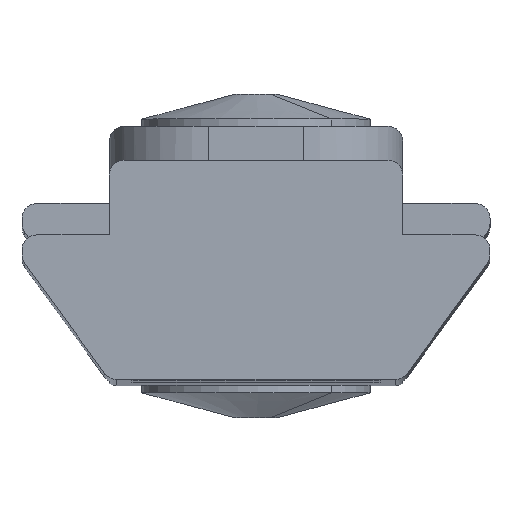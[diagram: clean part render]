
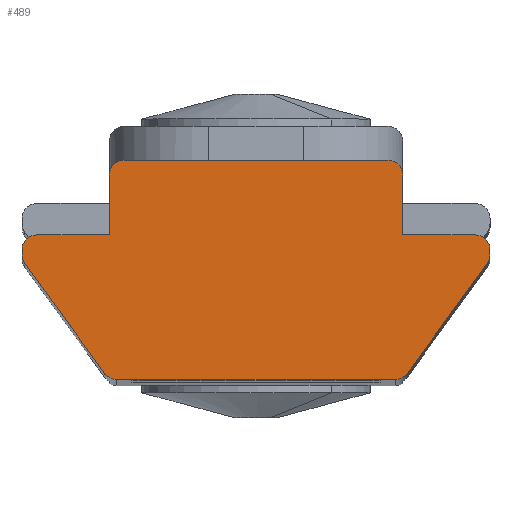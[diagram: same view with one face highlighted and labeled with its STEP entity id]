
A CAD part, top view. The second image highlights one B-rep face of the part: STEP entity #489.
In plain terms, the highlighted face is planar.
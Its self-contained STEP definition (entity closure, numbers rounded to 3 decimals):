
#6 = CARTESIAN_POINT ( 'NONE',  ( -4.4, 1.048, 0. ) ) ;
#18 = CARTESIAN_POINT ( 'NONE',  ( 4.7, 1.048, 0. ) ) ;
#33 = ORIENTED_EDGE ( 'NONE', *, *, #3015, .T. ) ;
#71 = EDGE_CURVE ( 'NONE', #755, #1138, #3245, .T. ) ;
#96 = ORIENTED_EDGE ( 'NONE', *, *, #2844, .F. ) ;
#104 = CARTESIAN_POINT ( 'NONE',  ( -2.95, 1.45, 0. ) ) ;
#135 = LINE ( 'NONE', #1690, #2836 ) ;
#181 = CIRCLE ( 'NONE', #1281, 0.3 ) ;
#202 = DIRECTION ( 'NONE',  ( 0.589, 0.808, 0. ) ) ;
#218 = DIRECTION ( 'NONE',  ( 1., 0., 0. ) ) ;
#231 = DIRECTION ( 'NONE',  ( 1., 0., 0. ) ) ;
#236 = EDGE_CURVE ( 'NONE', #441, #3272, #1313, .T. ) ;
#250 = AXIS2_PLACEMENT_3D ( 'NONE', #426, #905, #1912 ) ;
#254 = DIRECTION ( 'NONE',  ( 0., 0., -1. ) ) ;
#275 = CARTESIAN_POINT ( 'NONE',  ( 4.642, 0.871, 0. ) ) ;
#288 = CARTESIAN_POINT ( 'NONE',  ( -2.95, -1.45, 0. ) ) ;
#306 = CARTESIAN_POINT ( 'NONE',  ( -4.7, 1.45, 0. ) ) ;
#319 = DIRECTION ( 'NONE',  ( 1., 0., 0. ) ) ;
#326 = VERTEX_POINT ( 'NONE', #3165 ) ;
#336 = LINE ( 'NONE', #306, #2367 ) ;
#347 = ORIENTED_EDGE ( 'NONE', *, *, #1435, .F. ) ;
#376 = DIRECTION ( 'NONE',  ( 1., 0., 0. ) ) ;
#426 = CARTESIAN_POINT ( 'NONE',  ( -2.65, 2.65, 0. ) ) ;
#439 = CARTESIAN_POINT ( 'NONE',  ( -2.797, -1.15, 0. ) ) ;
#441 = VERTEX_POINT ( 'NONE', #469 ) ;
#449 = EDGE_CURVE ( 'NONE', #2829, #1138, #2928, .T. ) ;
#469 = CARTESIAN_POINT ( 'NONE',  ( 2.95, 1.45, 0. ) ) ;
#474 = EDGE_CURVE ( 'NONE', #1955, #703, #1981, .T. ) ;
#486 = DIRECTION ( 'NONE',  ( 0., 0., 1. ) ) ;
#489 = ADVANCED_FACE ( 'NONE', ( #1921 ), #2493, .F. ) ;
#582 = DIRECTION ( 'NONE',  ( 0., 0., -1. ) ) ;
#614 = AXIS2_PLACEMENT_3D ( 'NONE', #2090, #3089, #2864 ) ;
#617 = DIRECTION ( 'NONE',  ( 0., 1., 0. ) ) ;
#630 = ORIENTED_EDGE ( 'NONE', *, *, #2516, .F. ) ;
#703 = VERTEX_POINT ( 'NONE', #275 ) ;
#706 = DIRECTION ( 'NONE',  ( 0., 1., 0. ) ) ;
#710 = CARTESIAN_POINT ( 'NONE',  ( -2.65, 2.95, 0. ) ) ;
#718 = VECTOR ( 'NONE', #2112, 1000. ) ;
#729 = EDGE_CURVE ( 'NONE', #3078, #1579, #2304, .T. ) ;
#755 = VERTEX_POINT ( 'NONE', #3057 ) ;
#772 = DIRECTION ( 'NONE',  ( 0., 0., -1. ) ) ;
#836 = LINE ( 'NONE', #288, #3261 ) ;
#843 = CARTESIAN_POINT ( 'NONE',  ( -2.95, 2.65, 0. ) ) ;
#865 = EDGE_CURVE ( 'NONE', #3214, #1252, #1126, .T. ) ;
#892 = VECTOR ( 'NONE', #913, 1000. ) ;
#905 = DIRECTION ( 'NONE',  ( 0., 0., -1. ) ) ;
#913 = DIRECTION ( 'NONE',  ( 0., -1., 0. ) ) ;
#914 = VERTEX_POINT ( 'NONE', #2890 ) ;
#918 = CARTESIAN_POINT ( 'NONE',  ( -4.7, 1.048, 0. ) ) ;
#942 = VERTEX_POINT ( 'NONE', #2618 ) ;
#951 = CARTESIAN_POINT ( 'NONE',  ( 4.7, 0.95, 0. ) ) ;
#1007 = VECTOR ( 'NONE', #706, 1000. ) ;
#1031 = DIRECTION ( 'NONE',  ( 1., 0., 0. ) ) ;
#1057 = EDGE_CURVE ( 'NONE', #326, #2479, #3254, .T. ) ;
#1126 = LINE ( 'NONE', #104, #718 ) ;
#1138 = VERTEX_POINT ( 'NONE', #918 ) ;
#1237 = DIRECTION ( 'NONE',  ( 0., 0., -1. ) ) ;
#1247 = CARTESIAN_POINT ( 'NONE',  ( 4.4, 1.45, 0. ) ) ;
#1252 = VERTEX_POINT ( 'NONE', #1656 ) ;
#1281 = AXIS2_PLACEMENT_3D ( 'NONE', #2645, #2592, #376 ) ;
#1296 = CARTESIAN_POINT ( 'NONE',  ( -3.04, -1.327, 0. ) ) ;
#1298 = DIRECTION ( 'NONE',  ( -1., 0., 0. ) ) ;
#1313 = LINE ( 'NONE', #1900, #1814 ) ;
#1324 = ORIENTED_EDGE ( 'NONE', *, *, #729, .F. ) ;
#1325 = CARTESIAN_POINT ( 'NONE',  ( 2.797, -1.15, 0. ) ) ;
#1332 = LINE ( 'NONE', #2088, #2161 ) ;
#1373 = ORIENTED_EDGE ( 'NONE', *, *, #236, .F. ) ;
#1395 = VERTEX_POINT ( 'NONE', #2393 ) ;
#1396 = DIRECTION ( 'NONE',  ( 0.589, -0.808, 0. ) ) ;
#1435 = EDGE_CURVE ( 'NONE', #2314, #441, #1332, .T. ) ;
#1471 = CARTESIAN_POINT ( 'NONE',  ( 2.65, 2.95, 0. ) ) ;
#1476 = CARTESIAN_POINT ( 'NONE',  ( 4.7, 0.95, 0. ) ) ;
#1508 = CARTESIAN_POINT ( 'NONE',  ( 3.04, -1.327, 0. ) ) ;
#1528 = CARTESIAN_POINT ( 'NONE',  ( 2.65, 2.65, 0. ) ) ;
#1579 = VERTEX_POINT ( 'NONE', #710 ) ;
#1602 = DIRECTION ( 'NONE',  ( -1., 0., 0. ) ) ;
#1626 = CIRCLE ( 'NONE', #614, 0.3 ) ;
#1656 = CARTESIAN_POINT ( 'NONE',  ( -2.95, 1.45, 0. ) ) ;
#1671 = AXIS2_PLACEMENT_3D ( 'NONE', #439, #1237, #2481 ) ;
#1690 = CARTESIAN_POINT ( 'NONE',  ( -4.7, 0.95, 0. ) ) ;
#1729 = CARTESIAN_POINT ( 'NONE',  ( 4.4, 1.048, 0. ) ) ;
#1783 = DIRECTION ( 'NONE',  ( 0., 0., -1. ) ) ;
#1794 = VECTOR ( 'NONE', #202, 1000. ) ;
#1795 = ORIENTED_EDGE ( 'NONE', *, *, #865, .F. ) ;
#1814 = VECTOR ( 'NONE', #617, 1000. ) ;
#1838 = DIRECTION ( 'NONE',  ( -1., 0., 0. ) ) ;
#1860 = VERTEX_POINT ( 'NONE', #18 ) ;
#1871 = CARTESIAN_POINT ( 'NONE',  ( 2.95, 2.65, 0. ) ) ;
#1889 = ORIENTED_EDGE ( 'NONE', *, *, #3239, .T. ) ;
#1900 = CARTESIAN_POINT ( 'NONE',  ( 2.95, 1.45, 0. ) ) ;
#1912 = DIRECTION ( 'NONE',  ( 1., 0., 0. ) ) ;
#1921 = FACE_OUTER_BOUND ( 'NONE', #2542, .T. ) ;
#1955 = VERTEX_POINT ( 'NONE', #1508 ) ;
#1981 = LINE ( 'NONE', #1476, #1794 ) ;
#2006 = CIRCLE ( 'NONE', #3005, 0.3 ) ;
#2021 = CIRCLE ( 'NONE', #2859, 0.3 ) ;
#2086 = EDGE_CURVE ( 'NONE', #2829, #1395, #181, .T. ) ;
#2088 = CARTESIAN_POINT ( 'NONE',  ( 2.95, 1.45, 0. ) ) ;
#2090 = CARTESIAN_POINT ( 'NONE',  ( 4.4, 1.15, 0. ) ) ;
#2112 = DIRECTION ( 'NONE',  ( 0., -1., 0. ) ) ;
#2127 = AXIS2_PLACEMENT_3D ( 'NONE', #6, #772, #231 ) ;
#2130 = ORIENTED_EDGE ( 'NONE', *, *, #2399, .T. ) ;
#2152 = AXIS2_PLACEMENT_3D ( 'NONE', #1528, #254, #1031 ) ;
#2155 = VECTOR ( 'NONE', #1298, 1000. ) ;
#2161 = VECTOR ( 'NONE', #1838, 1000. ) ;
#2224 = AXIS2_PLACEMENT_3D ( 'NONE', #2459, #486, #218 ) ;
#2285 = DIRECTION ( 'NONE',  ( 1., 0., 0. ) ) ;
#2304 = LINE ( 'NONE', #2320, #2155 ) ;
#2314 = VERTEX_POINT ( 'NONE', #1247 ) ;
#2318 = DIRECTION ( 'NONE',  ( 1., 0., 0. ) ) ;
#2320 = CARTESIAN_POINT ( 'NONE',  ( -2.95, 2.95, 0. ) ) ;
#2367 = VECTOR ( 'NONE', #1602, 1000. ) ;
#2392 = ORIENTED_EDGE ( 'NONE', *, *, #449, .F. ) ;
#2393 = CARTESIAN_POINT ( 'NONE',  ( -4.4, 1.45, 0. ) ) ;
#2399 = EDGE_CURVE ( 'NONE', #1955, #914, #2021, .T. ) ;
#2459 = CARTESIAN_POINT ( 'NONE',  ( 0., 0., 0. ) ) ;
#2479 = VERTEX_POINT ( 'NONE', #1296 ) ;
#2481 = DIRECTION ( 'NONE',  ( 1., 0., 0. ) ) ;
#2493 = PLANE ( 'NONE',  #2224 ) ;
#2497 = EDGE_CURVE ( 'NONE', #326, #914, #836, .T. ) ;
#2516 = EDGE_CURVE ( 'NONE', #1252, #1395, #336, .T. ) ;
#2530 = CIRCLE ( 'NONE', #2152, 0.3 ) ;
#2542 = EDGE_LOOP ( 'NONE', ( #1324, #33, #1373, #347, #1889, #2901, #2690, #2834, #2130, #2952, #2979, #96, #3010, #2392, #3205, #630, #1795, #2598 ) ) ;
#2592 = DIRECTION ( 'NONE',  ( 0., 0., -1. ) ) ;
#2598 = ORIENTED_EDGE ( 'NONE', *, *, #2870, .T. ) ;
#2618 = CARTESIAN_POINT ( 'NONE',  ( 4.7, 1.15, 0. ) ) ;
#2645 = CARTESIAN_POINT ( 'NONE',  ( -4.4, 1.15, 0. ) ) ;
#2690 = ORIENTED_EDGE ( 'NONE', *, *, #2958, .T. ) ;
#2751 = CARTESIAN_POINT ( 'NONE',  ( -4.7, 0.95, 0. ) ) ;
#2828 = EDGE_CURVE ( 'NONE', #1860, #942, #3204, .T. ) ;
#2829 = VERTEX_POINT ( 'NONE', #2941 ) ;
#2834 = ORIENTED_EDGE ( 'NONE', *, *, #474, .F. ) ;
#2836 = VECTOR ( 'NONE', #1396, 1000. ) ;
#2844 = EDGE_CURVE ( 'NONE', #755, #2479, #135, .T. ) ;
#2859 = AXIS2_PLACEMENT_3D ( 'NONE', #1325, #582, #319 ) ;
#2864 = DIRECTION ( 'NONE',  ( 1., 0., 0. ) ) ;
#2870 = EDGE_CURVE ( 'NONE', #3214, #1579, #3094, .T. ) ;
#2890 = CARTESIAN_POINT ( 'NONE',  ( 2.797, -1.45, 0. ) ) ;
#2901 = ORIENTED_EDGE ( 'NONE', *, *, #2828, .F. ) ;
#2928 = LINE ( 'NONE', #2751, #892 ) ;
#2941 = CARTESIAN_POINT ( 'NONE',  ( -4.7, 1.15, 0. ) ) ;
#2952 = ORIENTED_EDGE ( 'NONE', *, *, #2497, .F. ) ;
#2958 = EDGE_CURVE ( 'NONE', #1860, #703, #2006, .T. ) ;
#2979 = ORIENTED_EDGE ( 'NONE', *, *, #1057, .T. ) ;
#3005 = AXIS2_PLACEMENT_3D ( 'NONE', #1729, #1783, #2285 ) ;
#3010 = ORIENTED_EDGE ( 'NONE', *, *, #71, .T. ) ;
#3015 = EDGE_CURVE ( 'NONE', #3078, #3272, #2530, .T. ) ;
#3057 = CARTESIAN_POINT ( 'NONE',  ( -4.642, 0.871, 0. ) ) ;
#3078 = VERTEX_POINT ( 'NONE', #1471 ) ;
#3089 = DIRECTION ( 'NONE',  ( 0., 0., -1. ) ) ;
#3094 = CIRCLE ( 'NONE', #250, 0.3 ) ;
#3165 = CARTESIAN_POINT ( 'NONE',  ( -2.797, -1.45, 0. ) ) ;
#3204 = LINE ( 'NONE', #951, #1007 ) ;
#3205 = ORIENTED_EDGE ( 'NONE', *, *, #2086, .T. ) ;
#3214 = VERTEX_POINT ( 'NONE', #843 ) ;
#3239 = EDGE_CURVE ( 'NONE', #2314, #942, #1626, .T. ) ;
#3245 = CIRCLE ( 'NONE', #2127, 0.3 ) ;
#3254 = CIRCLE ( 'NONE', #1671, 0.3 ) ;
#3261 = VECTOR ( 'NONE', #2318, 1000. ) ;
#3272 = VERTEX_POINT ( 'NONE', #1871 ) ;
